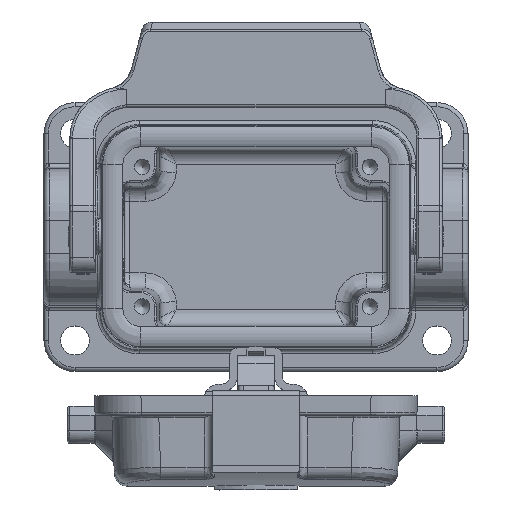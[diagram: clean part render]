
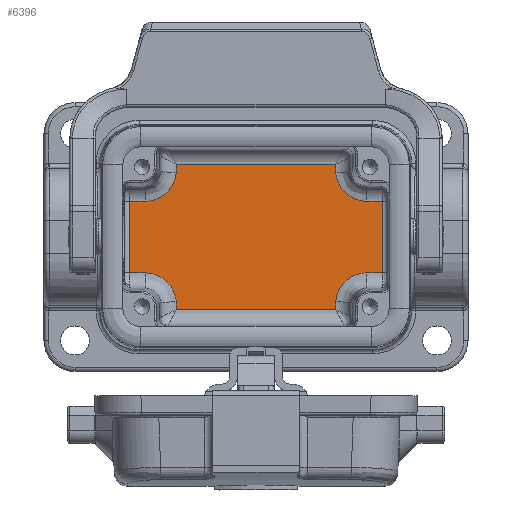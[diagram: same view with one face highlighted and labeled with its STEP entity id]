
A CAD part, top view. The second image highlights one B-rep face of the part: STEP entity #6396.
In plain terms, the highlighted planar face has unit normal (0, 0, 1).
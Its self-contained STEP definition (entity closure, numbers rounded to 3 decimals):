
#5530=FACE_OUTER_BOUND('',#8042,.T.);
#6396=ADVANCED_FACE('',(#5530),#7326,.F.);
#7326=PLANE('',#24895);
#7709=ELLIPSE('',#24891,6.003,6.);
#7710=ELLIPSE('',#24892,6.003,6.);
#7711=ELLIPSE('',#24893,6.003,6.);
#7712=ELLIPSE('',#24894,6.003,6.);
#8042=EDGE_LOOP('',(#9247,#9248,#9249,#9250,#9251,#9252,#9253,#9254,#9255,
#9256,#9257,#9258,#9259,#9260,#9261,#9262));
#9247=ORIENTED_EDGE('',*,*,#15370,.T.);
#9248=ORIENTED_EDGE('',*,*,#15371,.T.);
#9249=ORIENTED_EDGE('',*,*,#15372,.T.);
#9250=ORIENTED_EDGE('',*,*,#15373,.T.);
#9251=ORIENTED_EDGE('',*,*,#15374,.T.);
#9252=ORIENTED_EDGE('',*,*,#15375,.T.);
#9253=ORIENTED_EDGE('',*,*,#15376,.T.);
#9254=ORIENTED_EDGE('',*,*,#15377,.T.);
#9255=ORIENTED_EDGE('',*,*,#15378,.T.);
#9256=ORIENTED_EDGE('',*,*,#15379,.T.);
#9257=ORIENTED_EDGE('',*,*,#15380,.T.);
#9258=ORIENTED_EDGE('',*,*,#15381,.T.);
#9259=ORIENTED_EDGE('',*,*,#15382,.T.);
#9260=ORIENTED_EDGE('',*,*,#15383,.T.);
#9261=ORIENTED_EDGE('',*,*,#15384,.T.);
#9262=ORIENTED_EDGE('',*,*,#15385,.T.);
#13866=VERTEX_POINT('',#33206);
#13867=VERTEX_POINT('',#33207);
#13868=VERTEX_POINT('',#33209);
#13869=VERTEX_POINT('',#33211);
#13870=VERTEX_POINT('',#33213);
#13871=VERTEX_POINT('',#33215);
#13872=VERTEX_POINT('',#33217);
#13873=VERTEX_POINT('',#33219);
#13874=VERTEX_POINT('',#33221);
#13875=VERTEX_POINT('',#33223);
#13876=VERTEX_POINT('',#33225);
#13877=VERTEX_POINT('',#33227);
#13878=VERTEX_POINT('',#33229);
#13879=VERTEX_POINT('',#33231);
#13880=VERTEX_POINT('',#33233);
#13881=VERTEX_POINT('',#33235);
#15370=EDGE_CURVE('',#13866,#13867,#7709,.T.);
#15371=EDGE_CURVE('',#13867,#13868,#20330,.T.);
#15372=EDGE_CURVE('',#13868,#13869,#20331,.T.);
#15373=EDGE_CURVE('',#13869,#13870,#20332,.T.);
#15374=EDGE_CURVE('',#13870,#13871,#7710,.T.);
#15375=EDGE_CURVE('',#13871,#13872,#20333,.T.);
#15376=EDGE_CURVE('',#13872,#13873,#20334,.T.);
#15377=EDGE_CURVE('',#13873,#13874,#20335,.T.);
#15378=EDGE_CURVE('',#13874,#13875,#7711,.T.);
#15379=EDGE_CURVE('',#13875,#13876,#20336,.T.);
#15380=EDGE_CURVE('',#13876,#13877,#20337,.T.);
#15381=EDGE_CURVE('',#13877,#13878,#20338,.T.);
#15382=EDGE_CURVE('',#13878,#13879,#7712,.T.);
#15383=EDGE_CURVE('',#13879,#13880,#20339,.T.);
#15384=EDGE_CURVE('',#13880,#13881,#20340,.T.);
#15385=EDGE_CURVE('',#13881,#13866,#20341,.T.);
#20330=LINE('',#33208,#21657);
#20331=LINE('',#33210,#21658);
#20332=LINE('',#33212,#21659);
#20333=LINE('',#33216,#21660);
#20334=LINE('',#33218,#21661);
#20335=LINE('',#33220,#21662);
#20336=LINE('',#33224,#21663);
#20337=LINE('',#33226,#21664);
#20338=LINE('',#33228,#21665);
#20339=LINE('',#33232,#21666);
#20340=LINE('',#33234,#21667);
#20341=LINE('',#33236,#21668);
#21657=VECTOR('',#26754,1.);
#21658=VECTOR('',#26755,1.);
#21659=VECTOR('',#26756,1.);
#21660=VECTOR('',#26759,1.);
#21661=VECTOR('',#26760,1.);
#21662=VECTOR('',#26761,1.);
#21663=VECTOR('',#26764,1.);
#21664=VECTOR('',#26765,1.);
#21665=VECTOR('',#26766,1.);
#21666=VECTOR('',#26769,1.);
#21667=VECTOR('',#26770,1.);
#21668=VECTOR('',#26771,1.);
#24891=AXIS2_PLACEMENT_3D('',#33205,#26752,#26753);
#24892=AXIS2_PLACEMENT_3D('',#33214,#26757,#26758);
#24893=AXIS2_PLACEMENT_3D('',#33222,#26762,#26763);
#24894=AXIS2_PLACEMENT_3D('',#33230,#26767,#26768);
#24895=AXIS2_PLACEMENT_3D('',#33237,#26772,#26773);
#26752=DIRECTION('',(0.,0.,-1.));
#26753=DIRECTION('',(-0.843,0.538,0.));
#26754=DIRECTION('',(1.,0.,0.));
#26755=DIRECTION('',(0.,1.,0.));
#26756=DIRECTION('',(-1.,0.,0.));
#26757=DIRECTION('',(0.,0.,-1.));
#26758=DIRECTION('',(0.843,0.538,0.));
#26759=DIRECTION('',(0.,1.,0.));
#26760=DIRECTION('',(-1.,0.,0.));
#26761=DIRECTION('',(0.,-1.,0.));
#26762=DIRECTION('',(0.,0.,-1.));
#26763=DIRECTION('',(0.843,-0.538,0.));
#26764=DIRECTION('',(-1.,0.,0.));
#26765=DIRECTION('',(0.,-1.,0.));
#26766=DIRECTION('',(1.,0.,0.));
#26767=DIRECTION('',(0.,0.,-1.));
#26768=DIRECTION('',(-0.843,-0.538,0.));
#26769=DIRECTION('',(0.,-1.,0.));
#26770=DIRECTION('',(1.,0.,0.));
#26771=DIRECTION('',(0.,1.,0.));
#26772=DIRECTION('',(0.,0.,-1.));
#26773=DIRECTION('',(-1.,0.,0.));
#33205=CARTESIAN_POINT('',(21.424,-12.925,-35.95));
#33206=CARTESIAN_POINT('',(15.436,-12.507,-35.95));
#33207=CARTESIAN_POINT('',(21.421,-6.924,-35.95));
#33208=CARTESIAN_POINT('',(-25.425,-6.924,-35.95));
#33209=CARTESIAN_POINT('',(24.441,-6.924,-35.95));
#33210=CARTESIAN_POINT('',(24.441,9.872,-35.95));
#33211=CARTESIAN_POINT('',(24.441,6.924,-35.95));
#33212=CARTESIAN_POINT('',(-25.425,6.924,-35.95));
#33213=CARTESIAN_POINT('',(21.421,6.924,-35.95));
#33214=CARTESIAN_POINT('',(21.424,12.925,-35.95));
#33215=CARTESIAN_POINT('',(15.436,12.507,-35.95));
#33216=CARTESIAN_POINT('',(15.436,17.75,-35.95));
#33217=CARTESIAN_POINT('',(15.436,14.041,-35.95));
#33218=CARTESIAN_POINT('',(-16.859,14.041,-35.95));
#33219=CARTESIAN_POINT('',(-15.436,14.041,-35.95));
#33220=CARTESIAN_POINT('',(-15.436,17.75,-35.95));
#33221=CARTESIAN_POINT('',(-15.436,12.507,-35.95));
#33222=CARTESIAN_POINT('',(-21.424,12.925,-35.95));
#33223=CARTESIAN_POINT('',(-21.421,6.924,-35.95));
#33224=CARTESIAN_POINT('',(-25.425,6.924,-35.95));
#33225=CARTESIAN_POINT('',(-24.441,6.924,-35.95));
#33226=CARTESIAN_POINT('',(-24.441,-9.872,-35.95));
#33227=CARTESIAN_POINT('',(-24.441,-6.924,-35.95));
#33228=CARTESIAN_POINT('',(-25.425,-6.924,-35.95));
#33229=CARTESIAN_POINT('',(-21.421,-6.924,-35.95));
#33230=CARTESIAN_POINT('',(-21.424,-12.925,-35.95));
#33231=CARTESIAN_POINT('',(-15.436,-12.507,-35.95));
#33232=CARTESIAN_POINT('',(-15.436,17.75,-35.95));
#33233=CARTESIAN_POINT('',(-15.436,-14.041,-35.95));
#33234=CARTESIAN_POINT('',(16.859,-14.041,-35.95));
#33235=CARTESIAN_POINT('',(15.436,-14.041,-35.95));
#33236=CARTESIAN_POINT('',(15.436,17.75,-35.95));
#33237=CARTESIAN_POINT('',(-25.425,17.75,-35.95));
